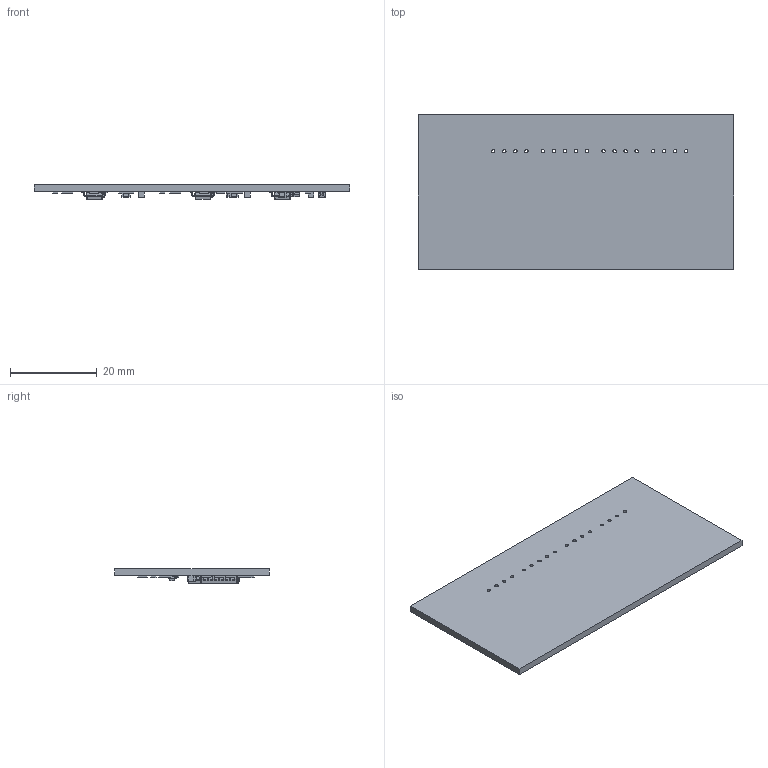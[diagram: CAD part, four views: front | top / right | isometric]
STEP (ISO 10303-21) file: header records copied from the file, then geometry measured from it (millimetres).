
FILE_DESCRIPTION(('KiCad electronic assembly'),'2;1');
FILE_NAME('SignalPCB.stp','2018-05-28T03:17:33',('An Author'),( 'A Company'),'Open CASCADE STEP processor 6.8', 'KiCad to STEP converter','Unknown');
FILE_SCHEMA(('AUTOMOTIVE_DESIGN_CC2 { 1 2 10303 214 -1 1 5 4 }'));
Length unit declared in the file: millimetre
Products named in the file (12): Open CASCADE STEP translator 6.8 1; R_0805_2012Metric; SOLID; C_0805_2012Metric; D_SOD-123; SOT-23; SOIC-14_3.9x8.7mm_P1.27mm; COMPOUND
Assembly tree (52 placements, depth 3):
  Open CASCADE STEP translator 6.8 1
    R_0805_2012Metric  x31
      SOLID
    C_0805_2012Metric  x10
      SOLID
    D_SOD-123
      SOLID
    SOT-23
      SOLID
    SOIC-14_3.9x8.7mm_P1.27mm  x3
      SOLID
    COMPOUND
Bounding box: 72.64 x 35.56 x 3.4 mm (x, y, z)
Volume: 4353.4 mm3; surface area: 6365.8 mm2
Topology: 47 solids, 47 shells, 1990 faces, 5174 edges, 3302 vertices
Faces by surface type: plane 1247, cylinder 576, bspline 167
Full cylindrical faces by diameter (mm): 0.6 x3, 0.762 x17
Entity records: 46958 total; most frequent: CARTESIAN_POINT 20934, DIRECTION 3778, ORIENTED_EDGE 2376, PCURVE 2376, DEFINITIONAL_REPRESENTATION 2376, LINE 2334, VECTOR 2334, EDGE_CURVE 1188
